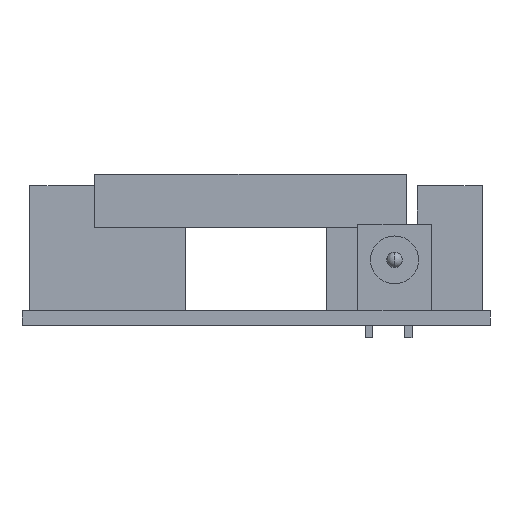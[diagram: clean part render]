
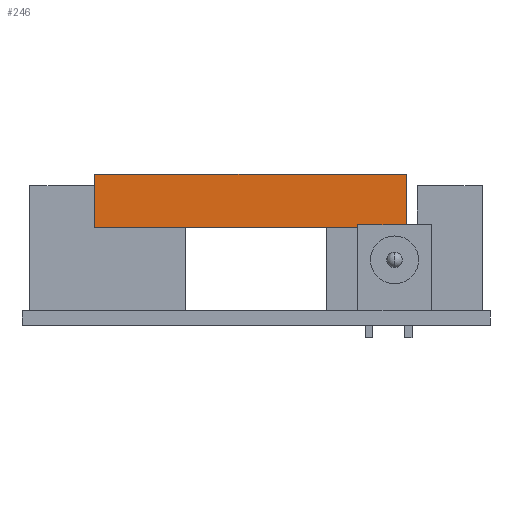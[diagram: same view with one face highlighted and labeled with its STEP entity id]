
A CAD part, left-side view. The second image highlights one B-rep face of the part: STEP entity #246.
In plain terms, the highlighted planar face has unit normal (-1, 0, 0).
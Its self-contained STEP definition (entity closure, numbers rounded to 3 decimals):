
#70 = DIRECTION ( 'NONE',  ( 0., -1., 0. ) ) ;
#187 = VECTOR ( 'NONE', #1419, 1000. ) ;
#246 = ADVANCED_FACE ( 'NONE', ( #4851 ), #1599, .F. ) ;
#378 = CARTESIAN_POINT ( 'NONE',  ( -20., -20., 6.8 ) ) ;
#440 = CARTESIAN_POINT ( 'NONE',  ( -20., -20., 0. ) ) ;
#493 = VECTOR ( 'NONE', #4309, 1000. ) ;
#556 = LINE ( 'NONE', #2557, #187 ) ;
#563 = CARTESIAN_POINT ( 'NONE',  ( -20., -20., 6.8 ) ) ;
#593 = VERTEX_POINT ( 'NONE', #3764 ) ;
#848 = CARTESIAN_POINT ( 'NONE',  ( -20., 20., 0. ) ) ;
#983 = DIRECTION ( 'NONE',  ( 0., 0., -1. ) ) ;
#1116 = AXIS2_PLACEMENT_3D ( 'NONE', #378, #3897, #3841 ) ;
#1124 = VERTEX_POINT ( 'NONE', #848 ) ;
#1198 = ORIENTED_EDGE ( 'NONE', *, *, #4876, .T. ) ;
#1366 = VERTEX_POINT ( 'NONE', #2100 ) ;
#1419 = DIRECTION ( 'NONE',  ( 0., -1., 0. ) ) ;
#1513 = VERTEX_POINT ( 'NONE', #563 ) ;
#1592 = CARTESIAN_POINT ( 'NONE',  ( -20., 20., 6.8 ) ) ;
#1599 = PLANE ( 'NONE',  #1116 ) ;
#1713 = ORIENTED_EDGE ( 'NONE', *, *, #3572, .F. ) ;
#2100 = CARTESIAN_POINT ( 'NONE',  ( -20., -20., 0. ) ) ;
#2451 = LINE ( 'NONE', #440, #3501 ) ;
#2557 = CARTESIAN_POINT ( 'NONE',  ( -20., -20., 6.8 ) ) ;
#3324 = LINE ( 'NONE', #3344, #4239 ) ;
#3344 = CARTESIAN_POINT ( 'NONE',  ( -20., -20., 6.8 ) ) ;
#3501 = VECTOR ( 'NONE', #70, 1000. ) ;
#3572 = EDGE_CURVE ( 'NONE', #593, #1513, #556, .T. ) ;
#3627 = EDGE_CURVE ( 'NONE', #1513, #1366, #3324, .T. ) ;
#3764 = CARTESIAN_POINT ( 'NONE',  ( -20., 20., 6.8 ) ) ;
#3841 = DIRECTION ( 'NONE',  ( 0., 0., -1. ) ) ;
#3857 = EDGE_LOOP ( 'NONE', ( #4702, #4432, #1713, #1198 ) ) ;
#3897 = DIRECTION ( 'NONE',  ( 1., 0., 0. ) ) ;
#4239 = VECTOR ( 'NONE', #983, 1000. ) ;
#4309 = DIRECTION ( 'NONE',  ( 0., 0., -1. ) ) ;
#4432 = ORIENTED_EDGE ( 'NONE', *, *, #3627, .F. ) ;
#4472 = LINE ( 'NONE', #1592, #493 ) ;
#4702 = ORIENTED_EDGE ( 'NONE', *, *, #4870, .T. ) ;
#4851 = FACE_OUTER_BOUND ( 'NONE', #3857, .T. ) ;
#4870 = EDGE_CURVE ( 'NONE', #1124, #1366, #2451, .T. ) ;
#4876 = EDGE_CURVE ( 'NONE', #593, #1124, #4472, .T. ) ;
